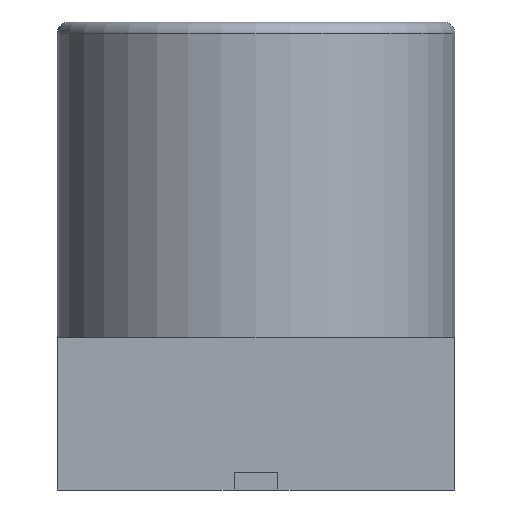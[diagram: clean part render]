
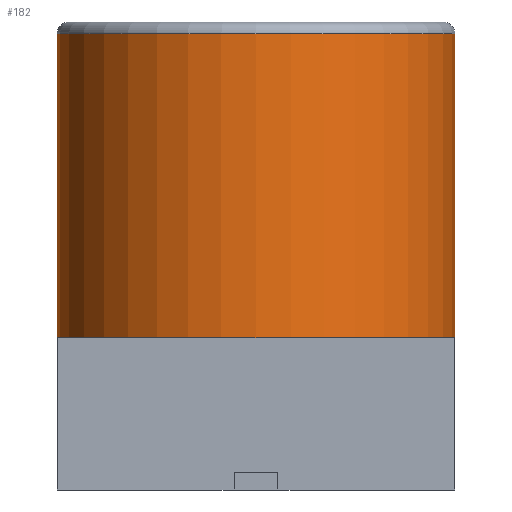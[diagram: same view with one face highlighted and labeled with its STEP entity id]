
A CAD part, front view. The second image highlights one B-rep face of the part: STEP entity #182.
In plain terms, the highlighted cylindrical face has radius 3.4 mm (diameter 6.8 mm), a partial arc.
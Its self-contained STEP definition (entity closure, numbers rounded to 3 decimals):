
#7 = AXIS2_PLACEMENT_3D ( 'NONE', #532, #533, #534 ) ;
#107 = EDGE_CURVE ( 'NONE', #217, #219, #196, .T. ) ;
#114 = EDGE_CURVE ( 'NONE', #223, #226, #890, .T. ) ;
#146 = EDGE_CURVE ( 'NONE', #223, #219, #491, .T. ) ;
#152 = EDGE_CURVE ( 'NONE', #226, #227, #501, .T. ) ;
#159 = EDGE_CURVE ( 'NONE', #227, #217, #861, .T. ) ;
#182 = ADVANCED_FACE ( 'NONE', ( #614 ), #613, .T. ) ;
#194 = AXIS2_PLACEMENT_3D ( 'NONE', #423, #424, #425 ) ;
#196 = CIRCLE ( 'NONE', #194, 3.4 ) ;
#208 = AXIS2_PLACEMENT_3D ( 'NONE', #608, #610, #616 ) ;
#217 = VERTEX_POINT ( 'NONE', #779 ) ;
#219 = VERTEX_POINT ( 'NONE', #786 ) ;
#223 = VERTEX_POINT ( 'NONE', #781 ) ;
#226 = VERTEX_POINT ( 'NONE', #791 ) ;
#227 = VERTEX_POINT ( 'NONE', #792 ) ;
#301 = ORIENTED_EDGE ( 'NONE', *, *, #107, .T. ) ;
#302 = ORIENTED_EDGE ( 'NONE', *, *, #159, .T. ) ;
#303 = ORIENTED_EDGE ( 'NONE', *, *, #152, .T. ) ;
#304 = ORIENTED_EDGE ( 'NONE', *, *, #114, .T. ) ;
#305 = ORIENTED_EDGE ( 'NONE', *, *, #146, .F. ) ;
#369 = EDGE_LOOP ( 'NONE', ( #305, #304, #303, #302, #301 ) ) ;
#423 = CARTESIAN_POINT ( 'NONE',  ( 0., 0., 2.6 ) ) ;
#424 = DIRECTION ( 'NONE',  ( 0., 0., 1. ) ) ;
#425 = DIRECTION ( 'NONE',  ( 1., 0., 0. ) ) ;
#443 = CARTESIAN_POINT ( 'NONE',  ( 0., 0., 7.8 ) ) ;
#444 = DIRECTION ( 'NONE',  ( 0., 0., -1. ) ) ;
#445 = DIRECTION ( 'NONE',  ( 1., 0., 0. ) ) ;
#491 = LINE ( 'NONE', #492, #855 ) ;
#492 = CARTESIAN_POINT ( 'NONE',  ( 3.4, 0., 8. ) ) ;
#493 = DIRECTION ( 'NONE',  ( 0., 0., -1. ) ) ;
#501 = LINE ( 'NONE', #502, #882 ) ;
#502 = CARTESIAN_POINT ( 'NONE',  ( -3.4, 0., 8. ) ) ;
#511 = DIRECTION ( 'NONE',  ( 0., 0., -1. ) ) ;
#532 = CARTESIAN_POINT ( 'NONE',  ( 0., 0., 2.6 ) ) ;
#533 = DIRECTION ( 'NONE',  ( 0., 0., 1. ) ) ;
#534 = DIRECTION ( 'NONE',  ( 1., 0., 0. ) ) ;
#608 = CARTESIAN_POINT ( 'NONE',  ( 0., 0., 8. ) ) ;
#610 = DIRECTION ( 'NONE',  ( 0., 0., -1. ) ) ;
#613 = CYLINDRICAL_SURFACE ( 'NONE', #208, 3.4 ) ;
#614 = FACE_OUTER_BOUND ( 'NONE', #369, .T. ) ;
#616 = DIRECTION ( 'NONE',  ( -1., 0., 0. ) ) ;
#779 = CARTESIAN_POINT ( 'NONE',  ( 0., -3.4, 2.6 ) ) ;
#781 = CARTESIAN_POINT ( 'NONE',  ( 3.4, 0., 7.8 ) ) ;
#786 = CARTESIAN_POINT ( 'NONE',  ( 3.4, 0., 2.6 ) ) ;
#791 = CARTESIAN_POINT ( 'NONE',  ( -3.4, 0., 7.8 ) ) ;
#792 = CARTESIAN_POINT ( 'NONE',  ( -3.4, 0., 2.6 ) ) ;
#855 = VECTOR ( 'NONE', #493, 1000. ) ;
#861 = CIRCLE ( 'NONE', #7, 3.4 ) ;
#882 = VECTOR ( 'NONE', #511, 1000. ) ;
#887 = AXIS2_PLACEMENT_3D ( 'NONE', #443, #444, #445 ) ;
#890 = CIRCLE ( 'NONE', #887, 3.4 ) ;
